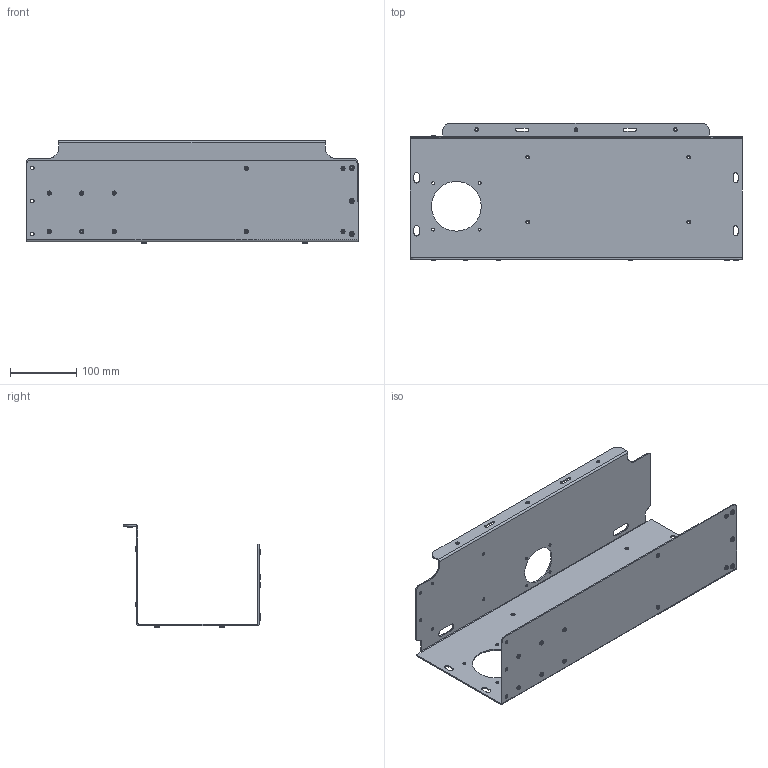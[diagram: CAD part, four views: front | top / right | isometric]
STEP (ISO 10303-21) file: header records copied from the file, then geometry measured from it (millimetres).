
FILE_DESCRIPTION (( 'STEP AP203' ), '1' );
FILE_NAME ('TOPSECTIONU(C).STEP', '2021-05-27T13:48:46', ( ' ' ), ( '' ), 'SwSTEP 2.0', 'SolidWorks 2011', '' );
FILE_SCHEMA (( 'CONFIG_CONTROL_DESIGN' ));
Length unit declared in the file: millimetre
Products named in the file (4): TOPSECTIONU(C); CLSM3-2-; CLS-M4-2; TOPSECTIONU
Assembly tree (25 placements, depth 2):
  TOPSECTIONU(C)
    CLSM3-2-  x14
    TOPSECTIONU
    CLS-M4-2  x10
Bounding box: 501 x 207 x 154 mm (x, y, z)
Volume: 448117.9 mm3; surface area: 456539.9 mm2
Topology: 25 solids, 25 shells, 1688 faces, 4554 edges, 2964 vertices
Faces by surface type: cylinder 1348, cone 192, plane 148
Entity records: 10602 total; most frequent: DIRECTION 1852, CARTESIAN_POINT 1614, ORIENTED_EDGE 1576, EDGE_CURVE 788, AXIS2_PLACEMENT_3D 750, VERTEX_POINT 512, CIRCLE 436, EDGE_LOOP 388
